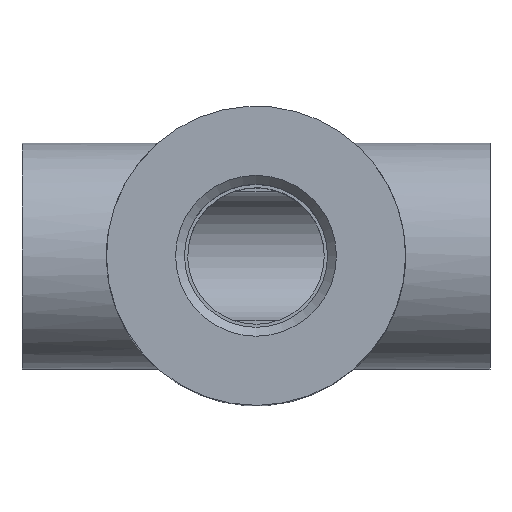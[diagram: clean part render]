
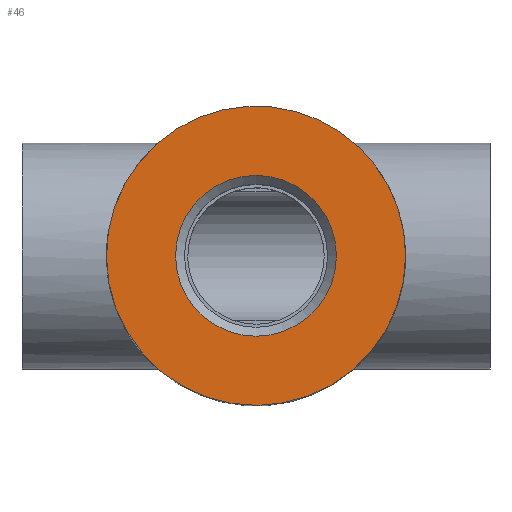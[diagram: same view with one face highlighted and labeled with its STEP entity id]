
A CAD part, top view. The second image highlights one B-rep face of the part: STEP entity #46.
In plain terms, the highlighted planar face has unit normal (0, 0, 1).
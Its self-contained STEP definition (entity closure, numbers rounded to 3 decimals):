
#46 = ADVANCED_FACE( '', ( #104, #105 ), #106, .T. );
#104 = FACE_BOUND( '', #181, .T. );
#105 = FACE_OUTER_BOUND( '', #182, .T. );
#106 = PLANE( '', #183 );
#181 = EDGE_LOOP( '', ( #259 ) );
#182 = EDGE_LOOP( '', ( #260 ) );
#183 = AXIS2_PLACEMENT_3D( '', #261, #262, #263 );
#259 = ORIENTED_EDGE( '', *, *, #374, .T. );
#260 = ORIENTED_EDGE( '', *, *, #375, .T. );
#261 = CARTESIAN_POINT( '', ( -14.5, 0., 45.5 ) );
#262 = DIRECTION( '', ( 0., 0., 1. ) );
#263 = DIRECTION( '', ( 1., 0., 0. ) );
#374 = EDGE_CURVE( '', #424, #424, #425, .T. );
#375 = EDGE_CURVE( '', #426, #426, #427, .T. );
#424 = VERTEX_POINT( '', #596 );
#425 = CIRCLE( '', #597, 10.48 );
#426 = VERTEX_POINT( '', #598 );
#427 = CIRCLE( '', #599, 19.5 );
#596 = CARTESIAN_POINT( '', ( -24.98, 0., 45.5 ) );
#597 = AXIS2_PLACEMENT_3D( '', #766, #767, #768 );
#598 = CARTESIAN_POINT( '', ( 5., 0., 45.5 ) );
#599 = AXIS2_PLACEMENT_3D( '', #769, #770, #771 );
#766 = CARTESIAN_POINT( '', ( -14.5, 0., 45.5 ) );
#767 = DIRECTION( '', ( 0., 0., -1. ) );
#768 = DIRECTION( '', ( -1., 0., 0. ) );
#769 = CARTESIAN_POINT( '', ( -14.5, 0., 45.5 ) );
#770 = DIRECTION( '', ( 0., 0., 1. ) );
#771 = DIRECTION( '', ( 1., 0., 0. ) );
